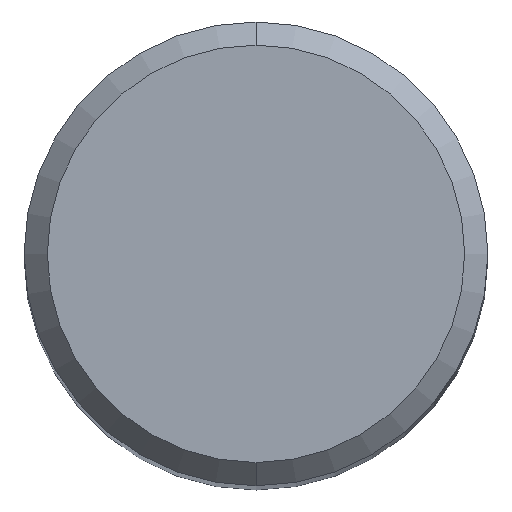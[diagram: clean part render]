
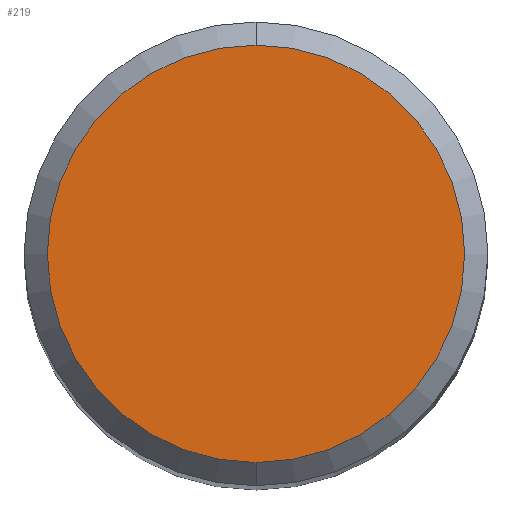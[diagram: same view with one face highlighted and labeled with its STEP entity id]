
A CAD part, top view. The second image highlights one B-rep face of the part: STEP entity #219.
In plain terms, the highlighted planar face has unit normal (0, 0, 1).
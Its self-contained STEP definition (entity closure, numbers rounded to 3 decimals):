
#219=ADVANCED_FACE('',(#531),#532,.T.);
#243=EDGE_CURVE('',#443,#285,#559,.T.);
#285=VERTEX_POINT('',#604);
#299=EDGE_CURVE('',#285,#443,#620,.T.);
#443=VERTEX_POINT('',#779);
#531=FACE_OUTER_BOUND('',#889,.T.);
#532=PLANE('',#890);
#559=CIRCLE('',#936,3.6);
#604=CARTESIAN_POINT('',(0.0,3.6,0.0));
#620=CIRCLE('',#1055,3.6);
#779=CARTESIAN_POINT('',(0.,-3.6,0.0));
#889=EDGE_LOOP('',(#1513,#1514));
#890=AXIS2_PLACEMENT_3D('',#1515,#1516,#1517);
#936=AXIS2_PLACEMENT_3D('',#1549,#1550,#1551);
#1055=AXIS2_PLACEMENT_3D('',#1628,#1629,#1630);
#1513=ORIENTED_EDGE('',*,*,#299,.F.);
#1514=ORIENTED_EDGE('',*,*,#243,.F.);
#1515=CARTESIAN_POINT('',(0.0,1.8,0.0));
#1516=DIRECTION('',(-0.0,0.0,1.0));
#1517=DIRECTION('',(0.0,-1.0,0.0));
#1549=CARTESIAN_POINT('',(0.0,0.0,0.0));
#1550=DIRECTION('',(0.0,0.0,-1.0));
#1551=DIRECTION('',(0.0,1.0,0.0));
#1628=CARTESIAN_POINT('',(0.0,0.0,0.0));
#1629=DIRECTION('',(0.0,0.0,-1.0));
#1630=DIRECTION('',(0.0,1.0,0.0));
